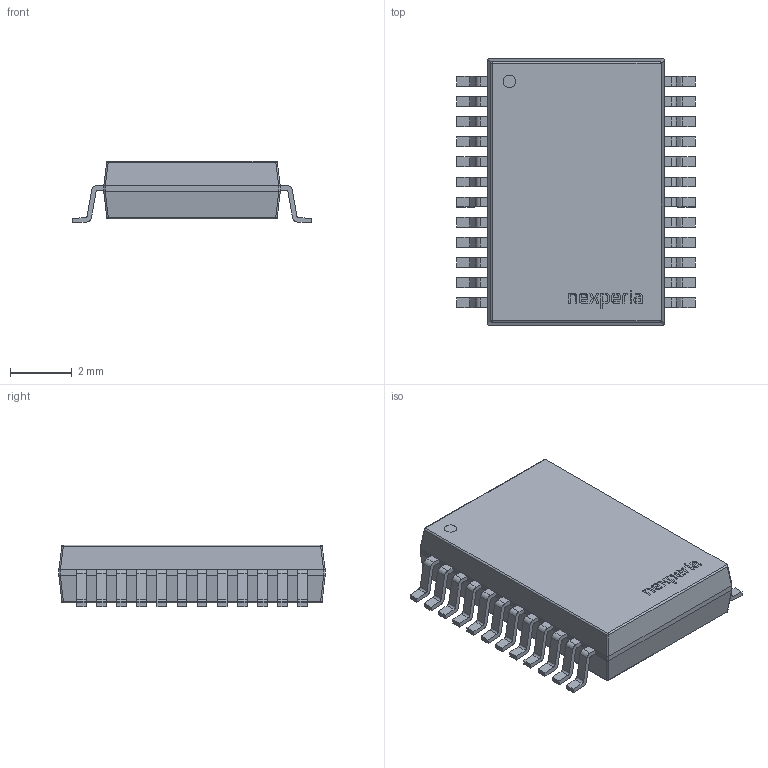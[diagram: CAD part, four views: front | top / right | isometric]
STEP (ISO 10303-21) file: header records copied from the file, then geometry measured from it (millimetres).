
FILE_DESCRIPTION(/* description */ (''),/* implementation_level */ '2;1');
FILE_NAME(/* name */ 'Tssop24.stp',/* time_stamp */ '2020-01-07T14:24:16+02:00',/* author */ ('Khaled'),/* organization */ (''),/* preprocessor_version */ 'ST-DEVELOPER v17.2',/* originating_system */ 'Autodesk Inventor 2019',/* authorisation */ '');
FILE_SCHEMA (('AUTOMOTIVE_DESIGN { 1 0 10303 214 3 1 1 }'));
Length unit declared in the file: millimetre
Products named in the file (6): max_Tsop16; IC_BODY; circle; IC_LEG; Nexperia; IC_LEG_MIR2
Assembly tree (27 placements, depth 2):
  max_Tsop16
    IC_BODY
    circle
    IC_LEG  x12
    Nexperia
    IC_LEG_MIR2  x12
Bounding box: 7.7 x 8.6 x 2 mm (x, y, z)
Volume: 91.3 mm3; surface area: 189.9 mm2
Topology: 36 solids, 36 shells, 528 faces, 1350 edges, 894 vertices
Faces by surface type: plane 344, cylinder 143, bspline 35, sphere 6
Full cylindrical faces by diameter (mm): 0.056 x1, 0.4 x1
Entity records: 7254 total; most frequent: CARTESIAN_POINT 1672, ORIENTED_EDGE 1116, DIRECTION 1026, EDGE_CURVE 558, LINE 378, VECTOR 378, VERTEX_POINT 366, AXIS2_PLACEMENT_3D 324
